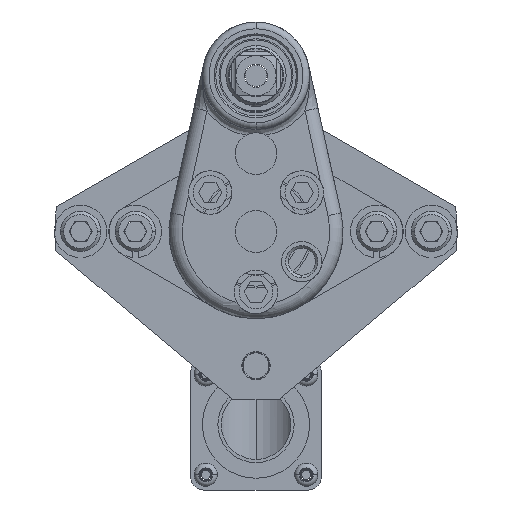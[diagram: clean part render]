
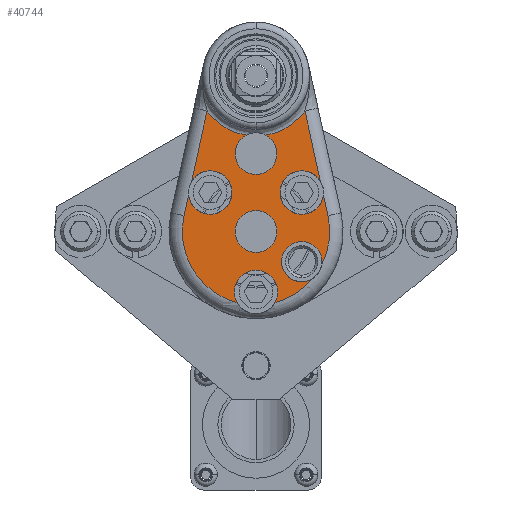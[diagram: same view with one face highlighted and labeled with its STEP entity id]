
A CAD part, left-side view. The second image highlights one B-rep face of the part: STEP entity #40744.
In plain terms, the highlighted planar face has unit normal (-1, 0, 0).
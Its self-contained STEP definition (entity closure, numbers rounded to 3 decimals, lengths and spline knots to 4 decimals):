
#39938=CARTESIAN_POINT('',(-11.185,0.005,0.));
#39939=DIRECTION('',(1.,0.,0.));
#39940=DIRECTION('',(0.,-1.,0.));
#39941=AXIS2_PLACEMENT_3D('',#39938,#39939,#39940);
#39943=CARTESIAN_POINT('',(-11.185,0.005,0.));
#39944=DIRECTION('',(1.,0.,0.));
#39945=DIRECTION('',(0.,1.,0.));
#39946=AXIS2_PLACEMENT_3D('',#39943,#39944,#39945);
#39948=CARTESIAN_POINT('',(-11.185,-0.422,-0.281));
#39949=DIRECTION('',(-1.,0.,0.));
#39950=DIRECTION('',(0.,1.,0.));
#39951=AXIS2_PLACEMENT_3D('',#39948,#39949,#39950);
#39953=CARTESIAN_POINT('',(-11.185,0.005,-0.564));
#39954=DIRECTION('',(-1.,0.,0.));
#39955=DIRECTION('',(0.,-0.871,-0.492));
#39956=AXIS2_PLACEMENT_3D('',#39953,#39954,#39955);
#39958=CARTESIAN_POINT('',(-11.185,0.005,-0.564));
#39959=DIRECTION('',(-1.,0.,0.));
#39960=DIRECTION('',(0.,-1.,0.));
#39961=AXIS2_PLACEMENT_3D('',#39958,#39959,#39960);
#39963=CARTESIAN_POINT('',(-11.185,0.005,-0.564));
#39964=DIRECTION('',(-1.,0.,0.));
#39965=DIRECTION('',(0.,1.,0.));
#39966=AXIS2_PLACEMENT_3D('',#39963,#39964,#39965);
#39968=CARTESIAN_POINT('',(-11.185,0.432,0.363));
#39969=DIRECTION('',(-1.,0.,0.));
#39970=DIRECTION('',(0.,0.993,-0.114));
#39971=AXIS2_PLACEMENT_3D('',#39968,#39969,#39970);
#39973=CARTESIAN_POINT('',(-11.185,0.432,0.363));
#39974=DIRECTION('',(-1.,0.,0.));
#39975=DIRECTION('',(0.,-1.,0.));
#39976=AXIS2_PLACEMENT_3D('',#39973,#39974,#39975);
#39978=CARTESIAN_POINT('',(-11.185,0.005,0.726));
#39979=DIRECTION('',(1.,0.,0.));
#39980=DIRECTION('',(0.,1.,0.));
#39981=AXIS2_PLACEMENT_3D('',#39978,#39979,#39980);
#39983=CARTESIAN_POINT('',(-11.185,0.005,0.726));
#39984=DIRECTION('',(1.,0.,0.));
#39985=DIRECTION('',(0.,-1.,0.));
#39986=AXIS2_PLACEMENT_3D('',#39983,#39984,#39985);
#39988=CARTESIAN_POINT('',(-11.185,0.005,0.726));
#39989=DIRECTION('',(1.,0.,0.));
#39990=DIRECTION('',(0.,-0.474,0.88));
#39991=AXIS2_PLACEMENT_3D('',#39988,#39989,#39990);
#39993=CARTESIAN_POINT('',(-11.185,-0.422,0.363));
#39994=DIRECTION('',(-1.,0.,0.));
#39995=DIRECTION('',(0.,-0.854,0.521));
#39996=AXIS2_PLACEMENT_3D('',#39993,#39994,#39995);
#39998=CARTESIAN_POINT('',(-11.185,-0.422,0.363));
#39999=DIRECTION('',(-1.,0.,0.));
#40000=DIRECTION('',(0.,1.,0.));
#40001=AXIS2_PLACEMENT_3D('',#39998,#39999,#40000);
#40003=CARTESIAN_POINT('',(-11.185,-0.422,-0.281));
#40004=DIRECTION('',(-1.,0.,0.));
#40005=DIRECTION('',(0.,-0.986,-0.168));
#40006=AXIS2_PLACEMENT_3D('',#40003,#40004,#40005);
#40008=CARTESIAN_POINT('',(-11.185,-0.422,-0.281));
#40009=DIRECTION('',(-1.,0.,0.));
#40010=DIRECTION('',(0.,-1.,0.));
#40011=AXIS2_PLACEMENT_3D('',#40008,#40009,#40010);
#40111=CARTESIAN_POINT('',(-11.185,0.005,1.452));
#40112=DIRECTION('',(1.,0.,0.));
#40113=DIRECTION('',(0.,0.165,-0.986));
#40114=AXIS2_PLACEMENT_3D('',#40111,#40112,#40113);
#40126=CARTESIAN_POINT('',(-11.185,0.005,1.452));
#40127=DIRECTION('',(1.,0.,0.));
#40128=DIRECTION('',(0.,-0.812,-0.584));
#40129=AXIS2_PLACEMENT_3D('',#40126,#40127,#40128);
#40342=CARTESIAN_POINT('',(-11.185,-0.4512,
1.1238));
#40370=DIRECTION('',(0.,0.215,0.977));
#40371=VECTOR('',#40370,0.6707);
#40372=CARTESIAN_POINT('',(-11.185,-0.5953,0.4687));
#40373=LINE('',#40372,#40371);
#40383=DIRECTION('',(0.,0.215,0.977));
#40384=VECTOR('',#40383,0.1968);
#40385=CARTESIAN_POINT('',(-11.185,-0.666,0.1476));
#40386=LINE('',#40385,#40384);
#40398=CARTESIAN_POINT('',(-11.185,0.005,0.));
#40399=DIRECTION('',(-1.,0.,0.));
#40400=DIRECTION('',(0.,-0.891,-0.455));
#40401=AXIS2_PLACEMENT_3D('',#40398,#40399,#40400);
#40413=CARTESIAN_POINT('',(-11.185,0.005,0.));
#40414=DIRECTION('',(-1.,0.,0.));
#40415=DIRECTION('',(0.,0.977,0.215));
#40416=AXIS2_PLACEMENT_3D('',#40413,#40414,#40415);
#40436=CARTESIAN_POINT('',(-11.185,0.005,0.));
#40437=DIRECTION('',(-1.,0.,0.));
#40438=DIRECTION('',(0.,-0.257,-0.966));
#40439=AXIS2_PLACEMENT_3D('',#40436,#40437,#40438);
#40447=DIRECTION('',(0.,0.215,-0.977));
#40448=VECTOR('',#40447,0.1968);
#40449=CARTESIAN_POINT('',(-11.185,0.6337,0.3398));
#40450=LINE('',#40449,#40448);
#40460=DIRECTION('',(0.,0.215,-0.977));
#40461=VECTOR('',#40460,0.6707);
#40462=CARTESIAN_POINT('',(-11.185,0.4612,
1.1238));
#40463=LINE('',#40462,#40461);
#40481=CARTESIAN_POINT('',(-11.185,0.4612,
1.1238));
#40578=CARTESIAN_POINT('',(-11.185,-0.19,0.));
#40579=CARTESIAN_POINT('',(-11.185,0.2,0.));
#40580=VERTEX_POINT('',#40578);
#40581=VERTEX_POINT('',#40579);
#40582=CARTESIAN_POINT('',(-11.185,-0.19,0.726));
#40583=CARTESIAN_POINT('',(-11.185,0.2,0.726));
#40584=VERTEX_POINT('',#40582);
#40585=VERTEX_POINT('',#40583);
#40586=CARTESIAN_POINT('',(-11.185,0.0975,0.8977));
#40587=VERTEX_POINT('',#40586);
#40588=CARTESIAN_POINT('',(-11.185,-0.0875,0.8977));
#40589=VERTEX_POINT('',#40588);
#40610=CARTESIAN_POINT('',(-11.185,0.208,-0.564));
#40611=CARTESIAN_POINT('',(-11.185,0.1817,-0.6639));
#40612=VERTEX_POINT('',#40610);
#40613=VERTEX_POINT('',#40611);
#40614=CARTESIAN_POINT('',(-11.185,-0.1717,-0.6639));
#40615=CARTESIAN_POINT('',(-11.185,-0.198,-0.564));
#40616=VERTEX_POINT('',#40614);
#40617=VERTEX_POINT('',#40615);
#40618=CARTESIAN_POINT('',(-11.185,0.6337,0.3398));
#40619=CARTESIAN_POINT('',(-11.185,0.229,0.363));
#40620=VERTEX_POINT('',#40618);
#40621=VERTEX_POINT('',#40619);
#40622=CARTESIAN_POINT('',(-11.185,0.6053,0.4687));
#40623=VERTEX_POINT('',#40622);
#40624=CARTESIAN_POINT('',(-11.185,-0.219,0.363));
#40625=CARTESIAN_POINT('',(-11.185,-0.6237,0.3398));
#40626=VERTEX_POINT('',#40624);
#40627=VERTEX_POINT('',#40625);
#40628=CARTESIAN_POINT('',(-11.185,-0.5953,0.4687));
#40629=VERTEX_POINT('',#40628);
#40638=CARTESIAN_POINT('',(-11.185,-0.2345,-0.281));
#40639=CARTESIAN_POINT('',(-11.185,-0.524,-0.4383));
#40640=VERTEX_POINT('',#40638);
#40641=VERTEX_POINT('',#40639);
#40642=CARTESIAN_POINT('',(-11.185,-0.6068,-0.3124));
#40643=CARTESIAN_POINT('',(-11.185,-0.6095,-0.281));
#40644=VERTEX_POINT('',#40642);
#40645=VERTEX_POINT('',#40643);
#40648=VERTEX_POINT('',#40342);
#40656=VERTEX_POINT('',#40481);
#40657=CARTESIAN_POINT('',(-11.185,-0.666,0.1476));
#40658=VERTEX_POINT('',#40657);
#40659=CARTESIAN_POINT('',(-11.185,0.676,0.1476));
#40660=VERTEX_POINT('',#40659);
#40687=CARTESIAN_POINT('',(-11.185,0.005,0.726));
#40688=DIRECTION('',(1.,0.,0.));
#40689=DIRECTION('',(0.,-1.,0.));
#40690=AXIS2_PLACEMENT_3D('',#40687,#40688,#40689);
#40691=PLANE('',#40690);
#40693=ORIENTED_EDGE('',*,*,#40692,.T.);
#40695=ORIENTED_EDGE('',*,*,#40694,.F.);
#40697=ORIENTED_EDGE('',*,*,#40696,.T.);
#40699=ORIENTED_EDGE('',*,*,#40698,.T.);
#40701=ORIENTED_EDGE('',*,*,#40700,.T.);
#40703=ORIENTED_EDGE('',*,*,#40702,.F.);
#40705=ORIENTED_EDGE('',*,*,#40704,.F.);
#40707=ORIENTED_EDGE('',*,*,#40706,.T.);
#40709=ORIENTED_EDGE('',*,*,#40708,.T.);
#40711=ORIENTED_EDGE('',*,*,#40710,.F.);
#40713=ORIENTED_EDGE('',*,*,#40712,.F.);
#40715=ORIENTED_EDGE('',*,*,#40714,.F.);
#40717=ORIENTED_EDGE('',*,*,#40716,.F.);
#40719=ORIENTED_EDGE('',*,*,#40718,.F.);
#40721=ORIENTED_EDGE('',*,*,#40720,.F.);
#40723=ORIENTED_EDGE('',*,*,#40722,.F.);
#40725=ORIENTED_EDGE('',*,*,#40724,.T.);
#40727=ORIENTED_EDGE('',*,*,#40726,.T.);
#40729=ORIENTED_EDGE('',*,*,#40728,.F.);
#40731=ORIENTED_EDGE('',*,*,#40730,.F.);
#40733=ORIENTED_EDGE('',*,*,#40732,.T.);
#40735=ORIENTED_EDGE('',*,*,#40734,.T.);
#40736=EDGE_LOOP('',(#40693,#40695,#40697,#40699,#40701,#40703,#40705,#40707,
#40709,#40711,#40713,#40715,#40717,#40719,#40721,#40723,#40725,#40727,#40729,
#40731,#40733,#40735));
#40737=FACE_OUTER_BOUND('',#40736,.F.);
#40739=ORIENTED_EDGE('',*,*,#40738,.F.);
#40741=ORIENTED_EDGE('',*,*,#40740,.F.);
#40742=EDGE_LOOP('',(#40739,#40741));
#40743=FACE_BOUND('',#40742,.F.);
#40744=ADVANCED_FACE('',(#40737,#40743),#40691,.F.);
#39942=CIRCLE('',#39941,0.195);
#39947=CIRCLE('',#39946,0.195);
#39952=CIRCLE('',#39951,0.1875);
#39957=CIRCLE('',#39956,0.203);
#39962=CIRCLE('',#39961,0.203);
#39967=CIRCLE('',#39966,0.203);
#39972=CIRCLE('',#39971,0.203);
#39977=CIRCLE('',#39976,0.203);
#39982=CIRCLE('',#39981,0.195);
#39987=CIRCLE('',#39986,0.195);
#39992=CIRCLE('',#39991,0.195);
#39997=CIRCLE('',#39996,0.203);
#40002=CIRCLE('',#40001,0.203);
#40007=CIRCLE('',#40006,0.1875);
#40012=CIRCLE('',#40011,0.1875);
#40115=CIRCLE('',#40114,0.562);
#40130=CIRCLE('',#40129,0.562);
#40402=CIRCLE('',#40401,0.687);
#40417=CIRCLE('',#40416,0.687);
#40440=CIRCLE('',#40439,0.687);
#40692=EDGE_CURVE('',#40640,#40641,#39952,.T.);
#40694=EDGE_CURVE('',#40616,#40641,#40440,.T.);
#40696=EDGE_CURVE('',#40616,#40617,#39957,.T.);
#40698=EDGE_CURVE('',#40617,#40612,#39962,.T.);
#40700=EDGE_CURVE('',#40612,#40613,#39967,.T.);
#40702=EDGE_CURVE('',#40660,#40613,#40417,.T.);
#40704=EDGE_CURVE('',#40620,#40660,#40450,.T.);
#40706=EDGE_CURVE('',#40620,#40621,#39972,.T.);
#40708=EDGE_CURVE('',#40621,#40623,#39977,.T.);
#40710=EDGE_CURVE('',#40656,#40623,#40463,.T.);
#40712=EDGE_CURVE('',#40587,#40656,#40115,.T.);
#40714=EDGE_CURVE('',#40585,#40587,#39982,.T.);
#40716=EDGE_CURVE('',#40584,#40585,#39987,.T.);
#40718=EDGE_CURVE('',#40589,#40584,#39992,.T.);
#40720=EDGE_CURVE('',#40648,#40589,#40130,.T.);
#40722=EDGE_CURVE('',#40629,#40648,#40373,.T.);
#40724=EDGE_CURVE('',#40629,#40626,#39997,.T.);
#40726=EDGE_CURVE('',#40626,#40627,#40002,.T.);
#40728=EDGE_CURVE('',#40658,#40627,#40386,.T.);
#40730=EDGE_CURVE('',#40644,#40658,#40402,.T.);
#40732=EDGE_CURVE('',#40644,#40645,#40007,.T.);
#40734=EDGE_CURVE('',#40645,#40640,#40012,.T.);
#40738=EDGE_CURVE('',#40580,#40581,#39942,.T.);
#40740=EDGE_CURVE('',#40581,#40580,#39947,.T.);
